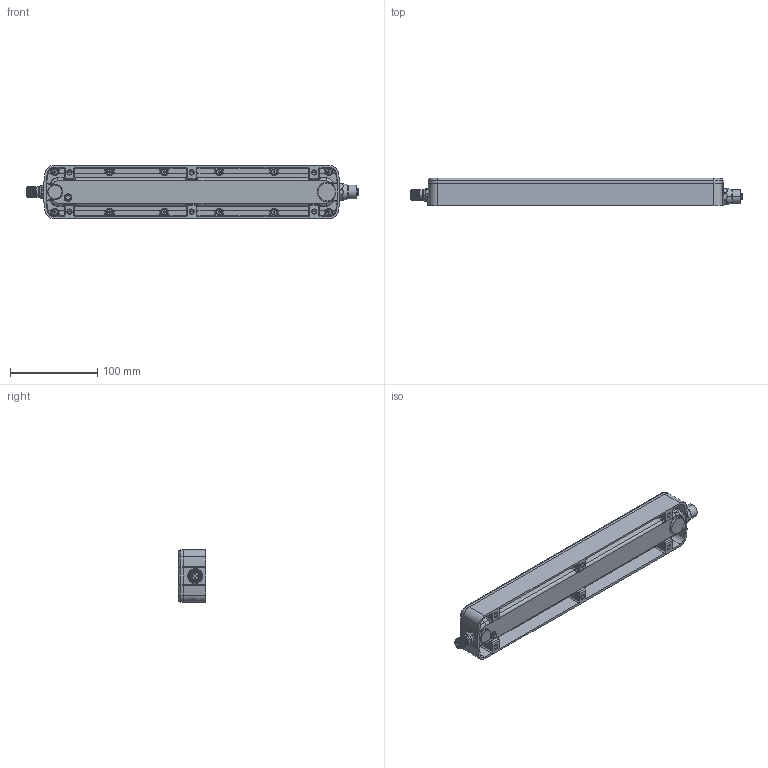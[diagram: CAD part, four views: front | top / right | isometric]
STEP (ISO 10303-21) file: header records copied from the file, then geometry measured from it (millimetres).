
FILE_DESCRIPTION((''),'2;1');
FILE_NAME('173654_ASM','2013-08-07T',('pdmadmin'),(''),'PRO/ENGINEER BY PARAMETRIC TECHNOLOGY CORPORATION, 2012300','PRO/ENGINEER BY PARAMETRIC TECHNOLOGY CORPORATION, 2012300','');
FILE_SCHEMA(('CONFIG_CONTROL_DESIGN'));
Length unit declared in the file: millimetre
Products named in the file (12): 169168; 169652; 08427; 169653; 145997_HSG; 306-00249; 307-00176; 145997_ASM; 169171; 170031; 133697; 173654_ASM
Assembly tree (25 placements, depth 3):
  173654_ASM
    169168
    169652
    08427
    169653
    145997_ASM
      145997_HSG
      306-00249  x4
      307-00176
    169171
    170031
    133697  x12
Bounding box: 381.39 x 31.3 x 60.89 mm (x, y, z)
Volume: 263561.6 mm3; surface area: 186770.4 mm2
Topology: 24 solids, 43 shells, 3098 faces, 7766 edges, 4808 vertices
Faces by surface type: plane 1078, cylinder 1042, bspline 406, cone 284, torus 220, sphere 68
Entity records: 113249 total; most frequent: CARTESIAN_POINT 50342, ORIENTED_EDGE 13452, DIRECTION 12697, EDGE_CURVE 6764, AXIS2_PLACEMENT_3D 4755, VERTEX_POINT 4212, VECTOR 3187, LINE 3187
